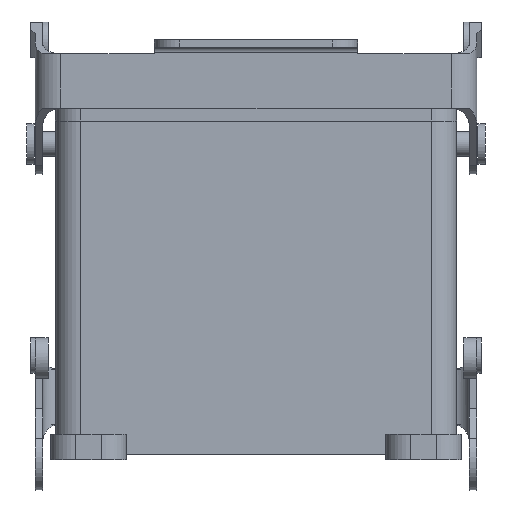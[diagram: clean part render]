
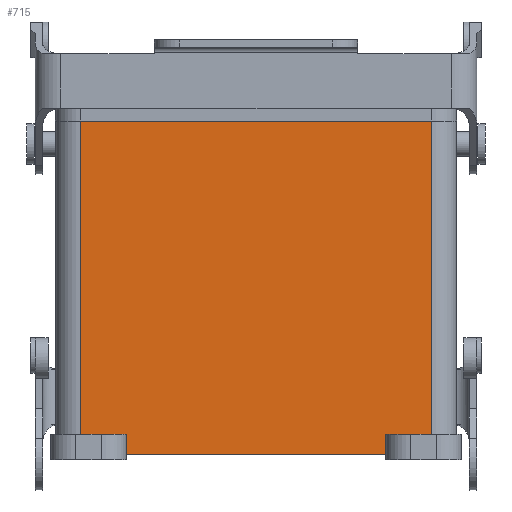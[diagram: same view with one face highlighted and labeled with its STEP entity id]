
A CAD part, left-side view. The second image highlights one B-rep face of the part: STEP entity #715.
In plain terms, the highlighted planar face has unit normal (-1, 0, 0).
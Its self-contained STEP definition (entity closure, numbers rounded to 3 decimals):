
#715 = ADVANCED_FACE( '', ( #1480 ), #1481, .F. );
#1480 = FACE_OUTER_BOUND( '', #2242, .T. );
#1481 = PLANE( '', #2243 );
#2242 = EDGE_LOOP( '', ( #4270, #4271, #4272, #4273, #4274, #4275, #4276, #4277 ) );
#2243 = AXIS2_PLACEMENT_3D( '', #4278, #4279, #4280 );
#4270 = ORIENTED_EDGE( '', *, *, #4772, .F. );
#4271 = ORIENTED_EDGE( '', *, *, #4677, .T. );
#4272 = ORIENTED_EDGE( '', *, *, #5043, .F. );
#4273 = ORIENTED_EDGE( '', *, *, #4458, .F. );
#4274 = ORIENTED_EDGE( '', *, *, #4880, .T. );
#4275 = ORIENTED_EDGE( '', *, *, #4723, .T. );
#4276 = ORIENTED_EDGE( '', *, *, #4697, .T. );
#4277 = ORIENTED_EDGE( '', *, *, #4955, .F. );
#4278 = CARTESIAN_POINT( '', ( -46.75, 0., 66.7 ) );
#4279 = DIRECTION( '', ( 1., 0., 0. ) );
#4280 = DIRECTION( '', ( 0., 1., 0. ) );
#4458 = EDGE_CURVE( '', #5374, #5369, #5376, .F. );
#4677 = EDGE_CURVE( '', #5737, #5734, #5738, .F. );
#4697 = EDGE_CURVE( '', #5767, #5768, #5769, .T. );
#4723 = EDGE_CURVE( '', #5810, #5767, #5811, .T. );
#4772 = EDGE_CURVE( '', #5737, #5869, #5882, .T. );
#4880 = EDGE_CURVE( '', #5374, #5810, #6027, .T. );
#4955 = EDGE_CURVE( '', #5869, #5768, #6120, .T. );
#5043 = EDGE_CURVE( '', #5369, #5734, #6228, .T. );
#5369 = VERTEX_POINT( '', #6664 );
#5374 = VERTEX_POINT( '', #6670 );
#5376 = LINE( '', #6672, #6673 );
#5734 = VERTEX_POINT( '', #7148 );
#5737 = VERTEX_POINT( '', #7151 );
#5738 = LINE( '', #7152, #7153 );
#5767 = VERTEX_POINT( '', #7191 );
#5768 = VERTEX_POINT( '', #7192 );
#5769 = LINE( '', #7193, #7194 );
#5810 = VERTEX_POINT( '', #7250 );
#5811 = LINE( '', #7251, #7252 );
#5869 = VERTEX_POINT( '', #7335 );
#5882 = LINE( '', #7354, #7355 );
#6027 = LINE( '', #7598, #7599 );
#6120 = LINE( '', #7733, #7734 );
#6228 = LINE( '', #7870, #7871 );
#6664 = CARTESIAN_POINT( '', ( -46.75, 34.5, 66.7 ) );
#6670 = CARTESIAN_POINT( '', ( -46.75, 34.5, 5. ) );
#6672 = CARTESIAN_POINT( '', ( -46.75, 34.5, 66.7 ) );
#6673 = VECTOR( '', #8152, 1000. );
#7148 = CARTESIAN_POINT( '', ( -46.75, -34.5, 66.7 ) );
#7151 = CARTESIAN_POINT( '', ( -46.75, -34.5, 5. ) );
#7152 = CARTESIAN_POINT( '', ( -46.75, -34.5, 66.7 ) );
#7153 = VECTOR( '', #8426, 1000. );
#7191 = CARTESIAN_POINT( '', ( -46.75, 25.5, 1. ) );
#7192 = CARTESIAN_POINT( '', ( -46.75, -25.5, 1. ) );
#7193 = CARTESIAN_POINT( '', ( -46.75, -25.5, 1. ) );
#7194 = VECTOR( '', #8451, 1000. );
#7250 = CARTESIAN_POINT( '', ( -46.75, 25.5, 5. ) );
#7251 = CARTESIAN_POINT( '', ( -46.75, 25.5, 99.821 ) );
#7252 = VECTOR( '', #8485, 1000. );
#7335 = CARTESIAN_POINT( '', ( -46.75, -25.5, 5. ) );
#7354 = CARTESIAN_POINT( '', ( -46.75, -99.821, 5. ) );
#7355 = VECTOR( '', #8541, 1000. );
#7598 = CARTESIAN_POINT( '', ( -46.75, 99.821, 5. ) );
#7599 = VECTOR( '', #8658, 1000. );
#7733 = CARTESIAN_POINT( '', ( -46.75, -25.5, 99.821 ) );
#7734 = VECTOR( '', #8724, 1000. );
#7870 = CARTESIAN_POINT( '', ( -46.75, 0., 66.7 ) );
#7871 = VECTOR( '', #8810, 1000. );
#8152 = DIRECTION( '', ( 0., 0., -1. ) );
#8426 = DIRECTION( '', ( 0., 0., -1. ) );
#8451 = DIRECTION( '', ( 0., -1., 0. ) );
#8485 = DIRECTION( '', ( 0., 0., -1. ) );
#8541 = DIRECTION( '', ( 0., 1., 0. ) );
#8658 = DIRECTION( '', ( 0., -1., 0. ) );
#8724 = DIRECTION( '', ( 0., 0., -1. ) );
#8810 = DIRECTION( '', ( 0., -1., 0. ) );
